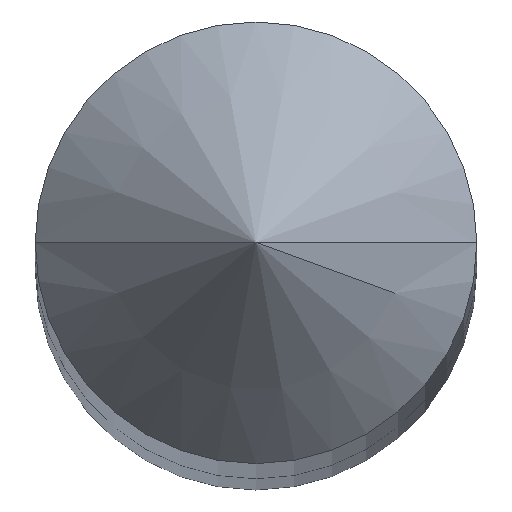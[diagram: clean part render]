
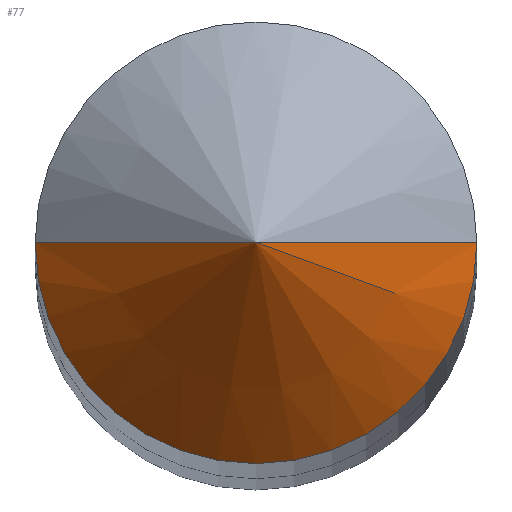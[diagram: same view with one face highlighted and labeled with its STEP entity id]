
A CAD part, top view. The second image highlights one B-rep face of the part: STEP entity #77.
In plain terms, the highlighted conical face has half-angle 45 degrees and reference radius 0.495 mm.
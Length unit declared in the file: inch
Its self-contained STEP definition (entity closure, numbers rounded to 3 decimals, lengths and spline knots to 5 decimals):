
#13 = LINE ( 'NONE', #274, #56 ) ;
#14 = CARTESIAN_POINT ( 'NONE',  ( 0., 0., -0.03125 ) ) ;
#17 = EDGE_CURVE ( 'NONE', #92, #176, #13, .T. ) ;
#24 = CARTESIAN_POINT ( 'NONE',  ( 0., 0., -0.03125 ) ) ;
#39 = DIRECTION ( 'NONE',  ( -1., 0., 0. ) ) ;
#43 = EDGE_CURVE ( 'NONE', #176, #282, #237, .T. ) ;
#56 = VECTOR ( 'NONE', #132, 39.37008 ) ;
#57 = VECTOR ( 'NONE', #350, 39.37008 ) ;
#66 = FACE_OUTER_BOUND ( 'NONE', #82, .T. ) ;
#77 = ADVANCED_FACE ( 'NONE', ( #66 ), #151, .T. ) ;
#82 = EDGE_LOOP ( 'NONE', ( #284, #245, #362 ) ) ;
#92 = VERTEX_POINT ( 'NONE', #155 ) ;
#117 = LINE ( 'NONE', #347, #57 ) ;
#132 = DIRECTION ( 'NONE',  ( -0.707, 0., -0.707 ) ) ;
#151 = CONICAL_SURFACE ( 'NONE', #246, 0.0195, 0.785 ) ;
#155 = CARTESIAN_POINT ( 'NONE',  ( 0., 0., -0.01175 ) ) ;
#176 = VERTEX_POINT ( 'NONE', #259 ) ;
#182 = DIRECTION ( 'NONE',  ( 0., 0., -1. ) ) ;
#185 = DIRECTION ( 'NONE',  ( 1., 0., 0. ) ) ;
#186 = DIRECTION ( 'NONE',  ( 0., 0., 1. ) ) ;
#215 = CARTESIAN_POINT ( 'NONE',  ( 0.0195, 0., -0.03125 ) ) ;
#237 = CIRCLE ( 'NONE', #352, 0.0195 ) ;
#245 = ORIENTED_EDGE ( 'NONE', *, *, #17, .T. ) ;
#246 = AXIS2_PLACEMENT_3D ( 'NONE', #14, #182, #39 ) ;
#259 = CARTESIAN_POINT ( 'NONE',  ( -0.0195, 0., -0.03125 ) ) ;
#274 = CARTESIAN_POINT ( 'NONE',  ( -0.0195, 0., -0.03125 ) ) ;
#282 = VERTEX_POINT ( 'NONE', #215 ) ;
#284 = ORIENTED_EDGE ( 'NONE', *, *, #308, .F. ) ;
#308 = EDGE_CURVE ( 'NONE', #92, #282, #117, .T. ) ;
#347 = CARTESIAN_POINT ( 'NONE',  ( 0.0195, 0., -0.03125 ) ) ;
#350 = DIRECTION ( 'NONE',  ( 0.707, 0., -0.707 ) ) ;
#352 = AXIS2_PLACEMENT_3D ( 'NONE', #24, #186, #185 ) ;
#362 = ORIENTED_EDGE ( 'NONE', *, *, #43, .T. ) ;
